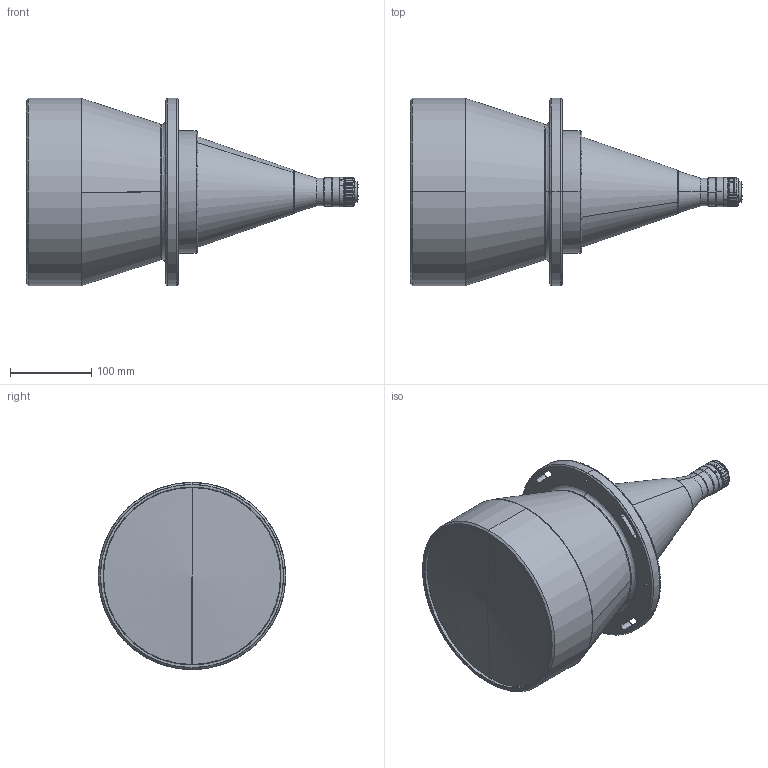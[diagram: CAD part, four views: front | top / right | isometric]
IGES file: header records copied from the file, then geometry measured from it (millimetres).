
Start section: SolidWorks IGES file using analytic representation for surfaces
Global section: file name: DTCM118-190-AL.IGS; native system: SolidWorks 2012; preprocessor: SolidWorks 2012; author: frank; date: 180129.190631; units: millimetre
Bounding box: 407.92 x 230 x 230 mm (x, y, z)
Surface area: 278050.2 mm2 (no closed solid volume)
Topology: 0 solids, 0 shells, 199 faces, 3690 edges, 3684 vertices
Faces by surface type: revolution 162, bspline 37
